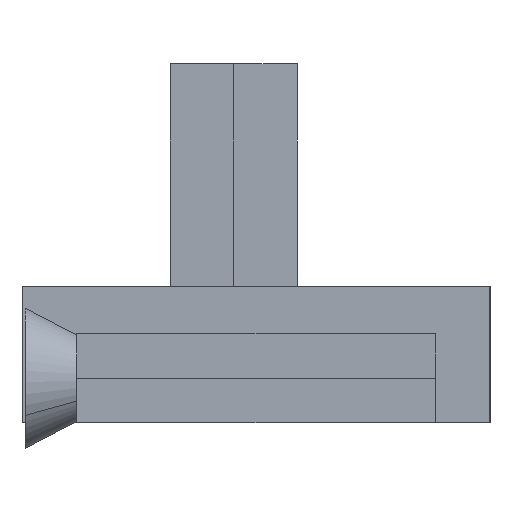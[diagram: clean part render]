
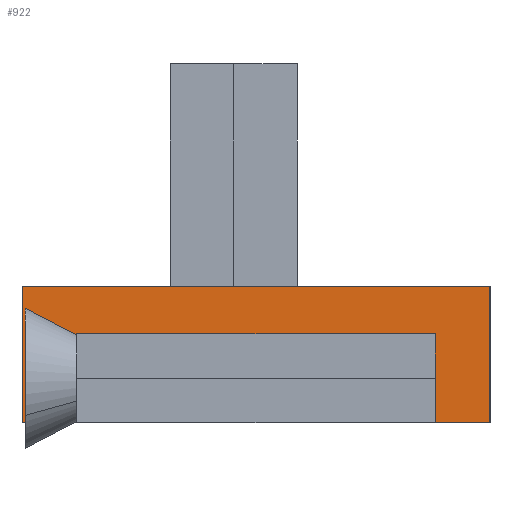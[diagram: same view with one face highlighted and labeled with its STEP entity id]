
A CAD part, left-side view. The second image highlights one B-rep face of the part: STEP entity #922.
In plain terms, the highlighted planar face has unit normal (-1, 0, 0).
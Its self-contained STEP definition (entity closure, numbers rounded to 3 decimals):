
#379=B_SPLINE_CURVE_WITH_KNOTS('',1,(#15513,#15514),.UNSPECIFIED.,.F.,.F.,
(2,2),(0.,75.378),.UNSPECIFIED.);
#383=B_SPLINE_CURVE_WITH_KNOTS('',1,(#15521,#15522),.UNSPECIFIED.,.F.,.F.,
(2,2),(0.,75.378),.UNSPECIFIED.);
#384=B_SPLINE_CURVE_WITH_KNOTS('',1,(#15523,#15524),.UNSPECIFIED.,.F.,.F.,
(2,2),(0.,18.41),.UNSPECIFIED.);
#387=B_SPLINE_CURVE_WITH_KNOTS('',1,(#15529,#15530),.UNSPECIFIED.,.F.,.F.,
(2,2),(0.,18.41),.UNSPECIFIED.);
#922=ADVANCED_FACE('',(#1358),#6123,.T.);
#1358=FACE_OUTER_BOUND('',#1852,.T.);
#1852=EDGE_LOOP('',(#3660,#3661,#3662,#3663));
#3660=ORIENTED_EDGE('',*,*,#4645,.T.);
#3661=ORIENTED_EDGE('',*,*,#4650,.T.);
#3662=ORIENTED_EDGE('',*,*,#4649,.F.);
#3663=ORIENTED_EDGE('',*,*,#4653,.F.);
#4645=EDGE_CURVE('',#5907,#5904,#379,.T.);
#4649=EDGE_CURVE('',#5911,#5908,#383,.T.);
#4650=EDGE_CURVE('',#5904,#5908,#384,.T.);
#4653=EDGE_CURVE('',#5907,#5911,#387,.T.);
#5904=VERTEX_POINT('',#15153);
#5907=VERTEX_POINT('',#15156);
#5908=VERTEX_POINT('',#15157);
#5911=VERTEX_POINT('',#15160);
#6123=PLANE('',#6564);
#6564=AXIS2_PLACEMENT_3D('',#14726,#6775,$);
#6775=DIRECTION('',(-1.,0.,0.));
#14726=CARTESIAN_POINT('',(639.76,136.586,0.));
#15153=CARTESIAN_POINT('',(639.76,38.301,0.));
#15156=CARTESIAN_POINT('',(639.76,136.586,0.));
#15157=CARTESIAN_POINT('',(639.76,38.301,28.652));
#15160=CARTESIAN_POINT('',(639.76,136.586,28.652));
#15513=CARTESIAN_POINT('',(639.76,136.586,0.));
#15514=CARTESIAN_POINT('',(639.76,38.301,0.));
#15521=CARTESIAN_POINT('',(639.76,136.586,28.652));
#15522=CARTESIAN_POINT('',(639.76,38.301,28.652));
#15523=CARTESIAN_POINT('',(639.76,38.301,0.));
#15524=CARTESIAN_POINT('',(639.76,38.301,28.652));
#15529=CARTESIAN_POINT('',(639.76,136.586,0.));
#15530=CARTESIAN_POINT('',(639.76,136.586,28.652));
